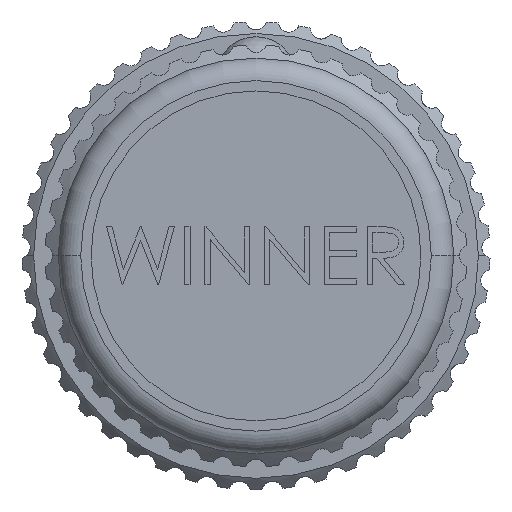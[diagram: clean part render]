
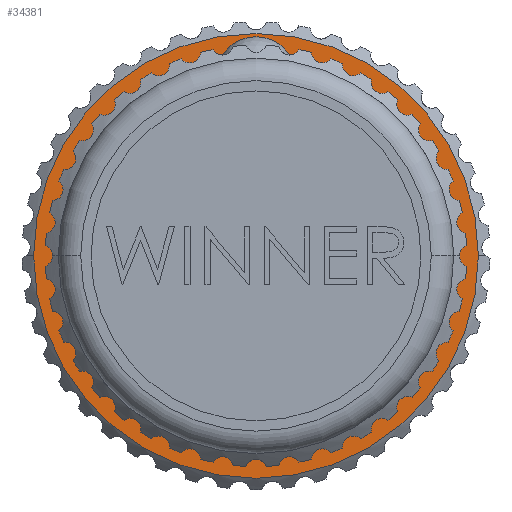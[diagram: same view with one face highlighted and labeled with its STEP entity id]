
A CAD part, left-side view. The second image highlights one B-rep face of the part: STEP entity #34381.
In plain terms, the highlighted planar face has unit normal (-1, 0, 0).
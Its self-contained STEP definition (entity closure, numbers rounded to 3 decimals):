
#377 = DIRECTION ( 'NONE',  ( 0., -1., 0. ) ) ;
#2029 = DIRECTION ( 'NONE',  ( -1., 0., 0. ) ) ;
#3103 = EDGE_CURVE ( 'NONE', #51825, #18751, #18780, .T. ) ;
#3520 = CARTESIAN_POINT ( 'NONE',  ( -54.793, 0., 0. ) ) ;
#4466 = AXIS2_PLACEMENT_3D ( 'NONE', #3520, #56739, #26999 ) ;
#8230 = EDGE_CURVE ( 'NONE', #21992, #47080, #58470, .T. ) ;
#11520 = EDGE_CURVE ( 'NONE', #47080, #21992, #55394, .T. ) ;
#14270 = EDGE_LOOP ( 'NONE', ( #55464, #15502 ) ) ;
#15502 = ORIENTED_EDGE ( 'NONE', *, *, #3103, .F. ) ;
#16286 = EDGE_CURVE ( 'NONE', #18751, #51825, #51442, .T. ) ;
#16578 = PLANE ( 'NONE',  #40921 ) ;
#18751 = VERTEX_POINT ( 'NONE', #36004 ) ;
#18780 = CIRCLE ( 'NONE', #4466, 8.56 ) ;
#21992 = VERTEX_POINT ( 'NONE', #59881 ) ;
#24107 = FACE_OUTER_BOUND ( 'NONE', #25914, .T. ) ;
#25501 = DIRECTION ( 'NONE',  ( 0., -1., 0. ) ) ;
#25914 = EDGE_LOOP ( 'NONE', ( #39135, #62592 ) ) ;
#26999 = DIRECTION ( 'NONE',  ( 0., -1., 0. ) ) ;
#34381 = ADVANCED_FACE ( 'NONE', ( #39519, #24107 ), #16578, .T. ) ;
#35262 = DIRECTION ( 'NONE',  ( -1., 0., 0. ) ) ;
#36004 = CARTESIAN_POINT ( 'NONE',  ( -54.793, -8.56, 0. ) ) ;
#39135 = ORIENTED_EDGE ( 'NONE', *, *, #8230, .T. ) ;
#39519 = FACE_BOUND ( 'NONE', #14270, .T. ) ;
#39963 = DIRECTION ( 'NONE',  ( 0., -1., 0. ) ) ;
#40921 = AXIS2_PLACEMENT_3D ( 'NONE', #74863, #45339, #39963 ) ;
#45339 = DIRECTION ( 'NONE',  ( -1., 0., 0. ) ) ;
#47080 = VERTEX_POINT ( 'NONE', #62713 ) ;
#51442 = CIRCLE ( 'NONE', #74517, 8.56 ) ;
#51825 = VERTEX_POINT ( 'NONE', #54108 ) ;
#51973 = AXIS2_PLACEMENT_3D ( 'NONE', #58912, #35262, #377 ) ;
#54108 = CARTESIAN_POINT ( 'NONE',  ( -54.793, 8.56, 0. ) ) ;
#55394 = CIRCLE ( 'NONE', #51973, 15.3 ) ;
#55464 = ORIENTED_EDGE ( 'NONE', *, *, #16286, .F. ) ;
#56739 = DIRECTION ( 'NONE',  ( -1., 0., 0. ) ) ;
#56880 = CARTESIAN_POINT ( 'NONE',  ( -54.793, 0., 0. ) ) ;
#58470 = CIRCLE ( 'NONE', #74844, 15.3 ) ;
#58912 = CARTESIAN_POINT ( 'NONE',  ( -54.793, 0., 0. ) ) ;
#59881 = CARTESIAN_POINT ( 'NONE',  ( -54.793, 15.3, 0. ) ) ;
#60295 = CARTESIAN_POINT ( 'NONE',  ( -54.793, 0., 0. ) ) ;
#62592 = ORIENTED_EDGE ( 'NONE', *, *, #11520, .T. ) ;
#62713 = CARTESIAN_POINT ( 'NONE',  ( -54.793, -15.3, 0. ) ) ;
#74196 = DIRECTION ( 'NONE',  ( -1., 0., 0. ) ) ;
#74517 = AXIS2_PLACEMENT_3D ( 'NONE', #60295, #2029, #25501 ) ;
#74844 = AXIS2_PLACEMENT_3D ( 'NONE', #56880, #74196, #74938 ) ;
#74863 = CARTESIAN_POINT ( 'NONE',  ( -54.793, 0., 0. ) ) ;
#74938 = DIRECTION ( 'NONE',  ( 0., -1., 0. ) ) ;
